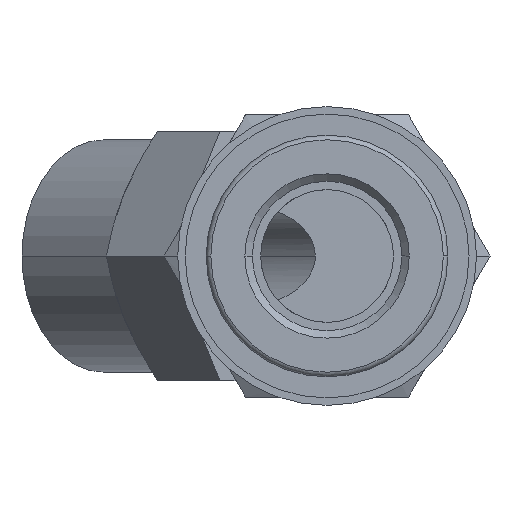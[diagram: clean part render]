
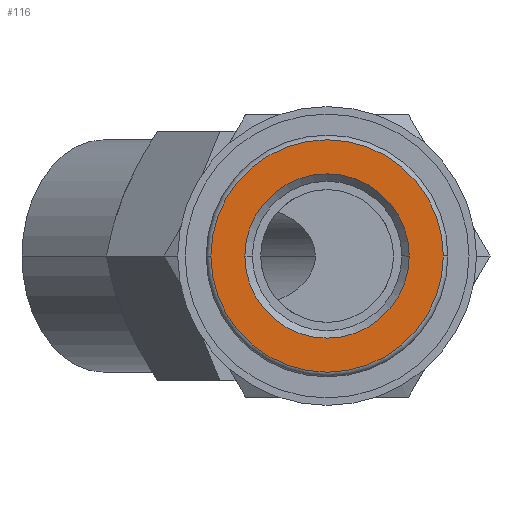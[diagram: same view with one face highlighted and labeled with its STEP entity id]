
A CAD part, front view. The second image highlights one B-rep face of the part: STEP entity #116.
In plain terms, the highlighted planar face has unit normal (0, -1, 0).
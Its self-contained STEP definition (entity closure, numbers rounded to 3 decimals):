
#116=ADVANCED_FACE('',(#306,#307),#308,.T.);
#306=FACE_BOUND('',#575,.T.);
#307=FACE_OUTER_BOUND('',#576,.T.);
#308=PLANE('',#577);
#575=EDGE_LOOP('',(#858,#859));
#576=EDGE_LOOP('',(#860,#861));
#577=AXIS2_PLACEMENT_3D('',#862,#863,#864);
#858=ORIENTED_EDGE('',*,*,#1558,.T.);
#859=ORIENTED_EDGE('',*,*,#1559,.T.);
#860=ORIENTED_EDGE('',*,*,#1560,.T.);
#861=ORIENTED_EDGE('',*,*,#1561,.T.);
#862=CARTESIAN_POINT('',(0.0,0.0,0.0));
#863=DIRECTION('',(0.0,-1.0,0.0));
#864=DIRECTION('',(1.0,0.0,0.));
#1558=EDGE_CURVE('',#1847,#1848,#1849,.T.);
#1559=EDGE_CURVE('',#1848,#1847,#1850,.T.);
#1560=EDGE_CURVE('',#1851,#1852,#1853,.T.);
#1561=EDGE_CURVE('',#1852,#1851,#1854,.T.);
#1847=VERTEX_POINT('',#2271);
#1848=VERTEX_POINT('',#2272);
#1849=CIRCLE('',#2273,4.95);
#1850=CIRCLE('',#2274,4.95);
#1851=VERTEX_POINT('',#2275);
#1852=VERTEX_POINT('',#2276);
#1853=CIRCLE('',#2277,7.0);
#1854=CIRCLE('',#2278,7.0);
#2271=CARTESIAN_POINT('',(4.95,0.0,0.0));
#2272=CARTESIAN_POINT('',(-4.95,0.0,0.));
#2273=AXIS2_PLACEMENT_3D('',#3122,#3123,#3124);
#2274=AXIS2_PLACEMENT_3D('',#3125,#3126,#3127);
#2275=CARTESIAN_POINT('',(-7.0,0.0,0.));
#2276=CARTESIAN_POINT('',(7.0,0.0,0.));
#2277=AXIS2_PLACEMENT_3D('',#3128,#3129,#3130);
#2278=AXIS2_PLACEMENT_3D('',#3131,#3132,#3133);
#3122=CARTESIAN_POINT('',(0.0,0.0,0.0));
#3123=DIRECTION('',(0.0,1.0,0.0));
#3124=DIRECTION('',(-1.0,0.0,0.));
#3125=CARTESIAN_POINT('',(0.0,0.0,0.0));
#3126=DIRECTION('',(0.0,1.0,0.0));
#3127=DIRECTION('',(-1.0,0.0,0.));
#3128=CARTESIAN_POINT('',(0.0,0.0,0.0));
#3129=DIRECTION('',(0.0,-1.0,-0.0));
#3130=DIRECTION('',(-1.0,0.0,0.));
#3131=CARTESIAN_POINT('',(0.0,0.0,0.0));
#3132=DIRECTION('',(0.0,-1.0,-0.0));
#3133=DIRECTION('',(-1.0,0.0,0.));
